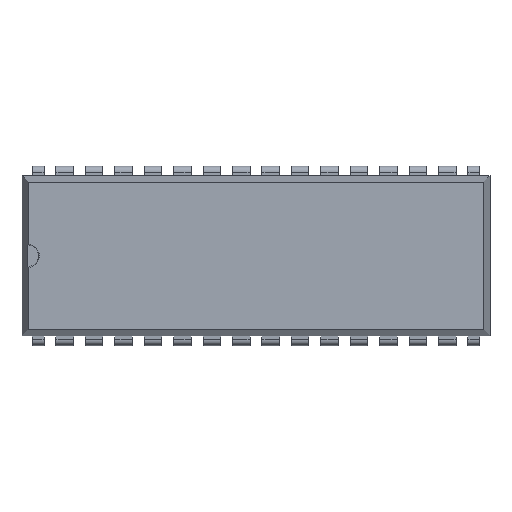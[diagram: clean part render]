
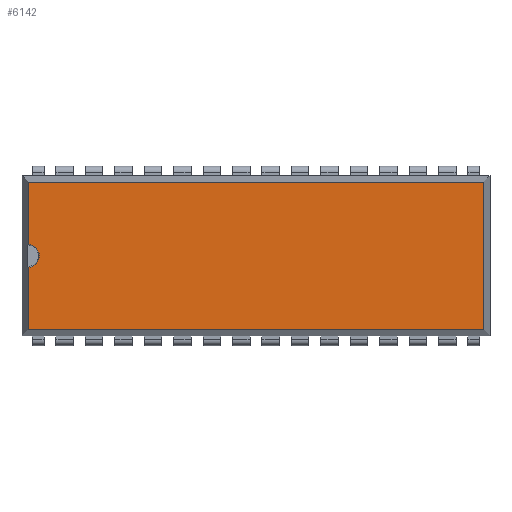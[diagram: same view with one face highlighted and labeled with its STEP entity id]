
A CAD part, top view. The second image highlights one B-rep face of the part: STEP entity #6142.
In plain terms, the highlighted planar face has unit normal (0, 0, 1).
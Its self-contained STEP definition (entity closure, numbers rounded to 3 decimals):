
#87 = DIRECTION ( 'NONE',  ( 1., 0., 0. ) ) ;
#205 = VERTEX_POINT ( 'NONE', #12067 ) ;
#240 = ORIENTED_EDGE ( 'NONE', *, *, #14298, .T. ) ;
#445 = CIRCLE ( 'NONE', #4482, 1. ) ;
#750 = VECTOR ( 'NONE', #6217, 1000. ) ;
#815 = DIRECTION ( 'NONE',  ( 0., 0., 1. ) ) ;
#1163 = VECTOR ( 'NONE', #9354, 1000. ) ;
#1887 = CARTESIAN_POINT ( 'NONE',  ( -0.6, 13.98, 5. ) ) ;
#1950 = CARTESIAN_POINT ( 'NONE',  ( -0.65, 7.62, 5. ) ) ;
#2262 = VECTOR ( 'NONE', #13077, 1000. ) ;
#2437 = CARTESIAN_POINT ( 'NONE',  ( 38.7, 1.26, 5. ) ) ;
#2720 = CIRCLE ( 'NONE', #11599, 1. ) ;
#3343 = EDGE_CURVE ( 'NONE', #9920, #205, #445, .T. ) ;
#3453 = CARTESIAN_POINT ( 'NONE',  ( -0.6, -4.495, 5. ) ) ;
#3623 = CARTESIAN_POINT ( 'NONE',  ( 38.7, -4.495, 5. ) ) ;
#3700 = EDGE_LOOP ( 'NONE', ( #12691, #5893, #7205, #10330, #6038, #4750, #240 ) ) ;
#4482 = AXIS2_PLACEMENT_3D ( 'NONE', #4773, #12080, #87 ) ;
#4505 = LINE ( 'NONE', #9383, #2262 ) ;
#4728 = DIRECTION ( 'NONE',  ( 0., 1., 0. ) ) ;
#4750 = ORIENTED_EDGE ( 'NONE', *, *, #15038, .T. ) ;
#4773 = CARTESIAN_POINT ( 'NONE',  ( -0.65, 7.62, 5. ) ) ;
#4891 = LINE ( 'NONE', #9759, #750 ) ;
#5056 = EDGE_CURVE ( 'NONE', #8027, #9417, #4505, .T. ) ;
#5251 = EDGE_CURVE ( 'NONE', #9920, #8027, #4891, .T. ) ;
#5474 = CARTESIAN_POINT ( 'NONE',  ( 44.455, 1.26, 5. ) ) ;
#5735 = DIRECTION ( 'NONE',  ( 0., 0., -1. ) ) ;
#5893 = ORIENTED_EDGE ( 'NONE', *, *, #5251, .F. ) ;
#5978 = LINE ( 'NONE', #3623, #6787 ) ;
#6028 = CARTESIAN_POINT ( 'NONE',  ( -0.6, 1.26, 5. ) ) ;
#6038 = ORIENTED_EDGE ( 'NONE', *, *, #11267, .F. ) ;
#6142 = ADVANCED_FACE ( 'NONE', ( #6584 ), #13827, .T. ) ;
#6217 = DIRECTION ( 'NONE',  ( 0., 1., 0. ) ) ;
#6340 = CARTESIAN_POINT ( 'NONE',  ( 38.7, 13.98, 5. ) ) ;
#6584 = FACE_OUTER_BOUND ( 'NONE', #3700, .T. ) ;
#6787 = VECTOR ( 'NONE', #4728, 1000. ) ;
#7098 = LINE ( 'NONE', #3453, #1163 ) ;
#7205 = ORIENTED_EDGE ( 'NONE', *, *, #3343, .T. ) ;
#8027 = VERTEX_POINT ( 'NONE', #1887 ) ;
#8870 = VERTEX_POINT ( 'NONE', #2437 ) ;
#9354 = DIRECTION ( 'NONE',  ( 0., 1., 0. ) ) ;
#9383 = CARTESIAN_POINT ( 'NONE',  ( 44.455, 13.98, 5. ) ) ;
#9417 = VERTEX_POINT ( 'NONE', #6340 ) ;
#9628 = VECTOR ( 'NONE', #11541, 1000. ) ;
#9759 = CARTESIAN_POINT ( 'NONE',  ( -0.6, -4.495, 5. ) ) ;
#9855 = CARTESIAN_POINT ( 'NONE',  ( -0.6, 6.621, 5. ) ) ;
#9920 = VERTEX_POINT ( 'NONE', #11676 ) ;
#10330 = ORIENTED_EDGE ( 'NONE', *, *, #13839, .T. ) ;
#10508 = DIRECTION ( 'NONE',  ( 1., 0., 0. ) ) ;
#10541 = DIRECTION ( 'NONE',  ( 1., 0., 0. ) ) ;
#10639 = AXIS2_PLACEMENT_3D ( 'NONE', #15267, #815, #10508 ) ;
#11267 = EDGE_CURVE ( 'NONE', #12780, #13309, #7098, .T. ) ;
#11541 = DIRECTION ( 'NONE',  ( 1., 0., 0. ) ) ;
#11599 = AXIS2_PLACEMENT_3D ( 'NONE', #1950, #5735, #10541 ) ;
#11676 = CARTESIAN_POINT ( 'NONE',  ( -0.6, 8.619, 5. ) ) ;
#12067 = CARTESIAN_POINT ( 'NONE',  ( 0.35, 7.62, 5. ) ) ;
#12080 = DIRECTION ( 'NONE',  ( 0., 0., -1. ) ) ;
#12691 = ORIENTED_EDGE ( 'NONE', *, *, #5056, .F. ) ;
#12780 = VERTEX_POINT ( 'NONE', #6028 ) ;
#12790 = LINE ( 'NONE', #5474, #9628 ) ;
#13077 = DIRECTION ( 'NONE',  ( 1., 0., 0. ) ) ;
#13309 = VERTEX_POINT ( 'NONE', #9855 ) ;
#13827 = PLANE ( 'NONE',  #10639 ) ;
#13839 = EDGE_CURVE ( 'NONE', #205, #13309, #2720, .T. ) ;
#14298 = EDGE_CURVE ( 'NONE', #8870, #9417, #5978, .T. ) ;
#15038 = EDGE_CURVE ( 'NONE', #12780, #8870, #12790, .T. ) ;
#15267 = CARTESIAN_POINT ( 'NONE',  ( 1.27, 0.71, 5. ) ) ;
